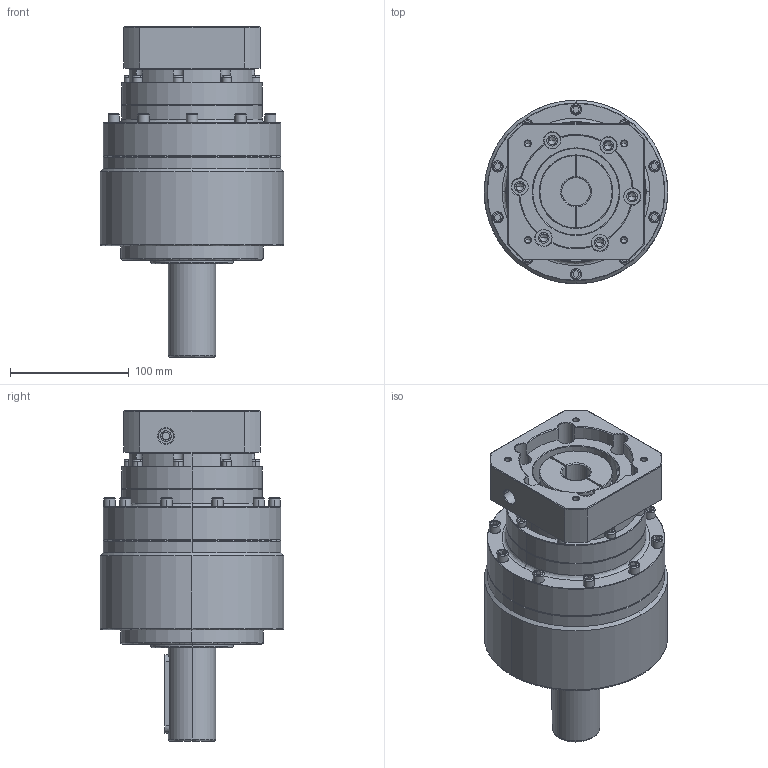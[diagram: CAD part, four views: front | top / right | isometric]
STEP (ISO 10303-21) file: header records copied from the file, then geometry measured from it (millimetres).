
FILE_DESCRIPTION (( 'STEP AP214' ), '1' );
FILE_NAME ('PE155-L2-24-95-115-M6-M8.STEP', '2024-01-06T05:34:39', ( 'admin' ), ( '' ), 'SwSTEP 2.0', 'SolidWorks 2013', '' );
FILE_SCHEMA (( 'AUTOMOTIVE_DESIGN' ));
Length unit declared in the file: millimetre
Products named in the file (4): PE155_X2_8F9351FA7AEF_X0_; PB115-95-115M6; PB142-L2_X2_58F34F537AEF_X0_; PE155-L2-24-95-115-M6-M8
Assembly tree (3 placements, depth 2):
  PE155-L2-24-95-115-M6-M8
    PB142-L2_X2_58F34F537AEF_X0_
    PB115-95-115M6
    PE155_X2_8F9351FA7AEF_X0_
Bounding box: 155 x 155 x 279 mm (x, y, z)
Volume: 2886925.6 mm3; surface area: 232677.1 mm2
Topology: 3 solids, 3 shells, 627 faces, 1530 edges, 925 vertices
Faces by surface type: cylinder 214, plane 195, cone 169, bspline 49
Entity records: 27032 total; most frequent: CARTESIAN_POINT 5559, DIRECTION 3105, ORIENTED_EDGE 2920, EDGE_CURVE 1460, AXIS2_PLACEMENT_3D 1185, VERTEX_POINT 925, EDGE_LOOP 739, VECTOR 735
